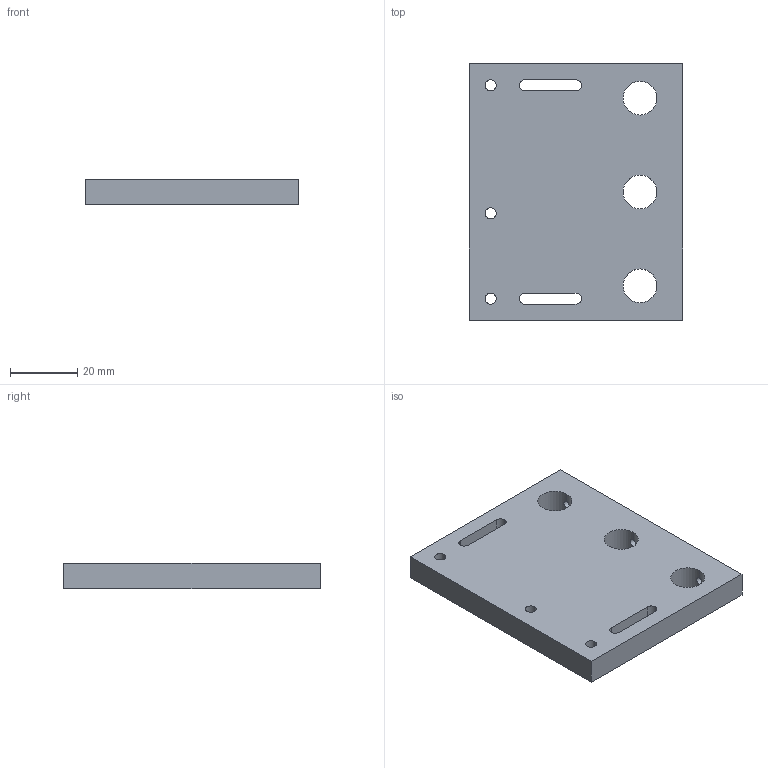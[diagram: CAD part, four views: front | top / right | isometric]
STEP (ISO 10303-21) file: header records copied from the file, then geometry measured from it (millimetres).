
FILE_DESCRIPTION (( 'STEP AP214' ), '1' );
FILE_NAME ('D0902666-v3_aLIGO_SUS_HLTS_Bonding_Template_Side,_Sapphire_Prism.STEP', '2012-04-30T14:53:22', ( '' ), ( '' ), 'SwSTEP 2.0', 'SolidWorks 2012', '' );
FILE_SCHEMA (( 'AUTOMOTIVE_DESIGN' ));
Length unit declared in the file: inch
Products named in the file (1): D0902666-v3_aLIGO_SUS_HLTS_Bonding_Template_Side,_Sapphire_Prism
Bounding box: 63.5 x 76.2 x 7.62 mm (x, y, z)
Volume: 33871.9 mm3; surface area: 12763.9 mm2
Topology: 1 solids, 1 shells, 34 faces, 99 edges, 64 vertices
Faces by surface type: cylinder 24, plane 10
Entity records: 1389 total; most frequent: CARTESIAN_POINT 300, DIRECTION 205, ORIENTED_EDGE 198, EDGE_CURVE 99, AXIS2_PLACEMENT_3D 77, VERTEX_POINT 64, EDGE_LOOP 53, VECTOR 51
